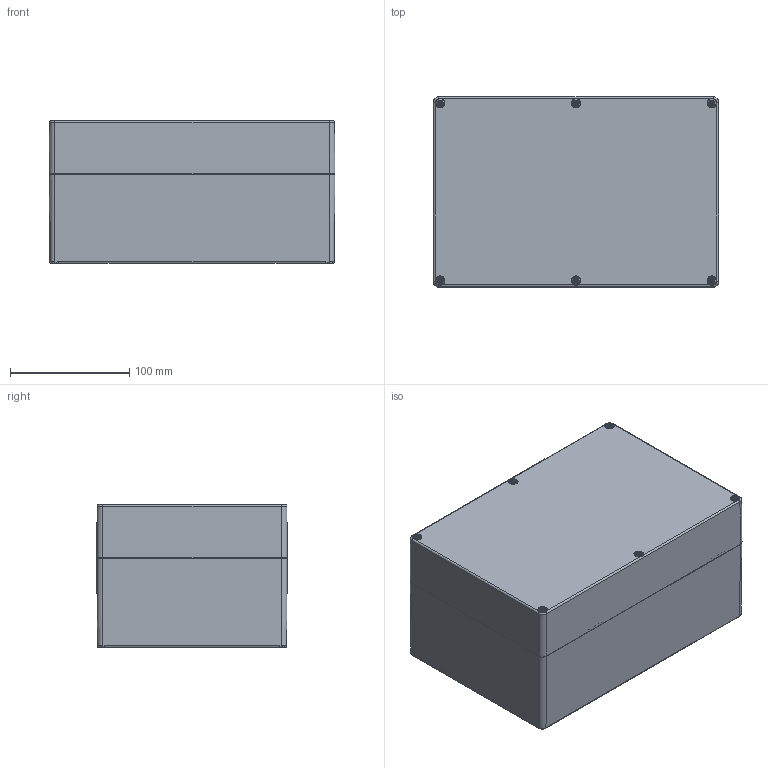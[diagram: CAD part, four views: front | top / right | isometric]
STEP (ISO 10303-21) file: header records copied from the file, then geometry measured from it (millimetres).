
FILE_DESCRIPTION((''),'2;1');
FILE_NAME('0402107100-MBT_241612-K_VE.stp','2015-12-22T14:47:11',('robin.rentz'),(''),'Autodesk Inventor 2012','Autodesk Inventor 2012','');
FILE_SCHEMA(('AUTOMOTIVE_DESIGN { 1 2 10303 214 0 1 1 1 }'));
Length unit declared in the file: millimetre
Products named in the file (6): 0402107100-MBT_241612-K_VE; 0401107002-UT_241675_VE; 0302107101-OT_241645-K_VE; xxx-O-Ring--OT--MBM-MBT_241645; Gewindebuchse M4x10,9; 1990000276 Schraube BM4x12_6
Assembly tree (15 placements, depth 2):
  0402107100-MBT_241612-K_VE
    0401107002-UT_241675_VE
    0302107101-OT_241645-K_VE
    xxx-O-Ring--OT--MBM-MBT_241645
    Gewindebuchse M4x10,9  x6
    1990000276 Schraube BM4x12_6  x6
Bounding box: 240 x 160 x 120.03 mm (x, y, z)
Volume: 612737.6 mm3; surface area: 387228.7 mm2
Topology: 15 solids, 15 shells, 2596 faces, 6248 edges, 3729 vertices
Faces by surface type: plane 887, cylinder 700, cone 528, torus 387, bspline 88, sphere 6
Full cylindrical faces by diameter (mm): 3.242 x6, 3.3 x6, 4 x6, 4.4 x6, 4.5 x10, 4.9 x6, 5.1 x6, 6.8 x6, 7 x6, 7.4 x6, 8.2 x6
Entity records: 36996 total; most frequent: CARTESIAN_POINT 8282, DIRECTION 6486, ORIENTED_EDGE 5636, EDGE_CURVE 2818, AXIS2_PLACEMENT_3D 2706, VERTEX_POINT 1720, CIRCLE 1474, EDGE_LOOP 1430
